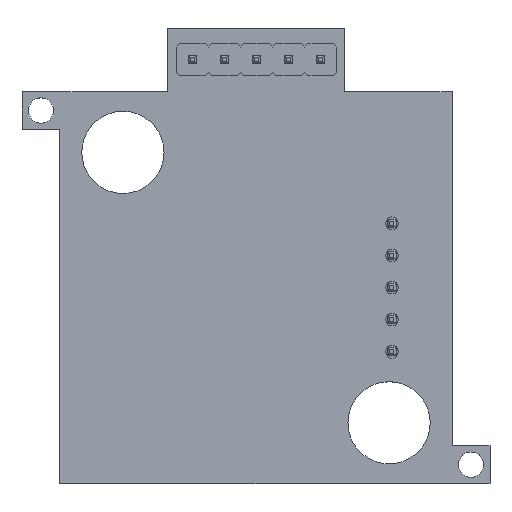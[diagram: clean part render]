
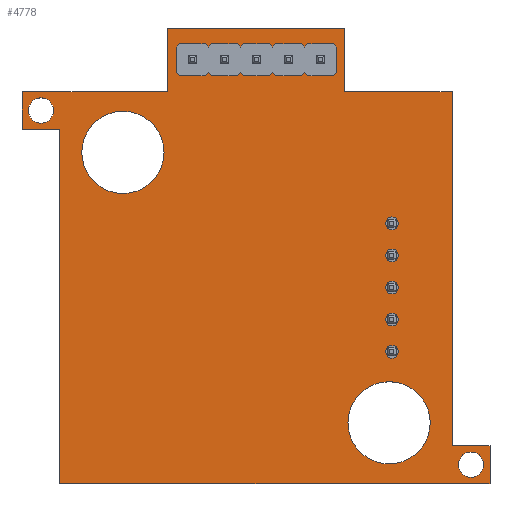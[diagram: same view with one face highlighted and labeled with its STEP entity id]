
A CAD part, top view. The second image highlights one B-rep face of the part: STEP entity #4778.
In plain terms, the highlighted planar face has unit normal (0, 0, 1).
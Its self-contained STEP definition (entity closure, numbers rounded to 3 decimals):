
#4432 = VERTEX_POINT('',#4433);
#4433 = CARTESIAN_POINT('',(230.,-74.75,1.6));
#4439 = EDGE_CURVE('',#4432,#4440,#4442,.T.);
#4440 = VERTEX_POINT('',#4441);
#4441 = CARTESIAN_POINT('',(238.5,-74.75,1.6));
#4442 = LINE('',#4443,#4444);
#4443 = CARTESIAN_POINT('',(230.,-74.75,1.6));
#4444 = VECTOR('',#4445,1.);
#4445 = DIRECTION('',(1.,0.,0.));
#4472 = VERTEX_POINT('',#4473);
#4473 = CARTESIAN_POINT('',(230.,-69.75,1.6));
#4479 = EDGE_CURVE('',#4472,#4432,#4480,.T.);
#4480 = LINE('',#4481,#4482);
#4481 = CARTESIAN_POINT('',(230.,-69.75,1.6));
#4482 = VECTOR('',#4483,1.);
#4483 = DIRECTION('',(0.,-1.,0.));
#4501 = EDGE_CURVE('',#4440,#4502,#4504,.T.);
#4502 = VERTEX_POINT('',#4503);
#4503 = CARTESIAN_POINT('',(238.5,-102.75,1.6));
#4504 = LINE('',#4505,#4506);
#4505 = CARTESIAN_POINT('',(238.5,-74.75,1.6));
#4506 = VECTOR('',#4507,1.);
#4507 = DIRECTION('',(0.,-1.,0.));
#4778 = ADVANCED_FACE('',(#4779,#4870,#4881,#4892,#4903,#4914,#4925,
    #4936,#4947,#4958,#4969,#4980,#4991,#5002,#5013),#5024,.T.);
#4779 = FACE_BOUND('',#4780,.T.);
#4780 = EDGE_LOOP('',(#4781,#4782,#4783,#4791,#4799,#4807,#4815,#4823,
    #4831,#4839,#4847,#4855,#4863,#4869));
#4781 = ORIENTED_EDGE('',*,*,#4439,.F.);
#4782 = ORIENTED_EDGE('',*,*,#4479,.F.);
#4783 = ORIENTED_EDGE('',*,*,#4784,.F.);
#4784 = EDGE_CURVE('',#4785,#4472,#4787,.T.);
#4785 = VERTEX_POINT('',#4786);
#4786 = CARTESIAN_POINT('',(216.,-69.75,1.6));
#4787 = LINE('',#4788,#4789);
#4788 = CARTESIAN_POINT('',(216.,-69.75,1.6));
#4789 = VECTOR('',#4790,1.);
#4790 = DIRECTION('',(1.,0.,0.));
#4791 = ORIENTED_EDGE('',*,*,#4792,.F.);
#4792 = EDGE_CURVE('',#4793,#4785,#4795,.T.);
#4793 = VERTEX_POINT('',#4794);
#4794 = CARTESIAN_POINT('',(216.,-74.75,1.6));
#4795 = LINE('',#4796,#4797);
#4796 = CARTESIAN_POINT('',(216.,-74.75,1.6));
#4797 = VECTOR('',#4798,1.);
#4798 = DIRECTION('',(0.,1.,0.));
#4799 = ORIENTED_EDGE('',*,*,#4800,.F.);
#4800 = EDGE_CURVE('',#4801,#4793,#4803,.T.);
#4801 = VERTEX_POINT('',#4802);
#4802 = CARTESIAN_POINT('',(207.5,-74.75,1.6));
#4803 = LINE('',#4804,#4805);
#4804 = CARTESIAN_POINT('',(207.5,-74.75,1.6));
#4805 = VECTOR('',#4806,1.);
#4806 = DIRECTION('',(1.,0.,0.));
#4807 = ORIENTED_EDGE('',*,*,#4808,.F.);
#4808 = EDGE_CURVE('',#4809,#4801,#4811,.T.);
#4809 = VERTEX_POINT('',#4810);
#4810 = CARTESIAN_POINT('',(204.5,-74.75,1.6));
#4811 = LINE('',#4812,#4813);
#4812 = CARTESIAN_POINT('',(204.5,-74.75,1.6));
#4813 = VECTOR('',#4814,1.);
#4814 = DIRECTION('',(1.,0.,0.));
#4815 = ORIENTED_EDGE('',*,*,#4816,.F.);
#4816 = EDGE_CURVE('',#4817,#4809,#4819,.T.);
#4817 = VERTEX_POINT('',#4818);
#4818 = CARTESIAN_POINT('',(204.5,-77.75,1.6));
#4819 = LINE('',#4820,#4821);
#4820 = CARTESIAN_POINT('',(204.5,-77.75,1.6));
#4821 = VECTOR('',#4822,1.);
#4822 = DIRECTION('',(0.,1.,0.));
#4823 = ORIENTED_EDGE('',*,*,#4824,.F.);
#4824 = EDGE_CURVE('',#4825,#4817,#4827,.T.);
#4825 = VERTEX_POINT('',#4826);
#4826 = CARTESIAN_POINT('',(207.5,-77.75,1.6));
#4827 = LINE('',#4828,#4829);
#4828 = CARTESIAN_POINT('',(207.5,-77.75,1.6));
#4829 = VECTOR('',#4830,1.);
#4830 = DIRECTION('',(-1.,0.,0.));
#4831 = ORIENTED_EDGE('',*,*,#4832,.F.);
#4832 = EDGE_CURVE('',#4833,#4825,#4835,.T.);
#4833 = VERTEX_POINT('',#4834);
#4834 = CARTESIAN_POINT('',(207.5,-105.75,1.6));
#4835 = LINE('',#4836,#4837);
#4836 = CARTESIAN_POINT('',(207.5,-105.75,1.6));
#4837 = VECTOR('',#4838,1.);
#4838 = DIRECTION('',(0.,1.,0.));
#4839 = ORIENTED_EDGE('',*,*,#4840,.F.);
#4840 = EDGE_CURVE('',#4841,#4833,#4843,.T.);
#4841 = VERTEX_POINT('',#4842);
#4842 = CARTESIAN_POINT('',(238.5,-105.75,1.6));
#4843 = LINE('',#4844,#4845);
#4844 = CARTESIAN_POINT('',(238.5,-105.75,1.6));
#4845 = VECTOR('',#4846,1.);
#4846 = DIRECTION('',(-1.,0.,0.));
#4847 = ORIENTED_EDGE('',*,*,#4848,.F.);
#4848 = EDGE_CURVE('',#4849,#4841,#4851,.T.);
#4849 = VERTEX_POINT('',#4850);
#4850 = CARTESIAN_POINT('',(241.5,-105.75,1.6));
#4851 = LINE('',#4852,#4853);
#4852 = CARTESIAN_POINT('',(241.5,-105.75,1.6));
#4853 = VECTOR('',#4854,1.);
#4854 = DIRECTION('',(-1.,0.,0.));
#4855 = ORIENTED_EDGE('',*,*,#4856,.F.);
#4856 = EDGE_CURVE('',#4857,#4849,#4859,.T.);
#4857 = VERTEX_POINT('',#4858);
#4858 = CARTESIAN_POINT('',(241.5,-102.75,1.6));
#4859 = LINE('',#4860,#4861);
#4860 = CARTESIAN_POINT('',(241.5,-102.75,1.6));
#4861 = VECTOR('',#4862,1.);
#4862 = DIRECTION('',(0.,-1.,0.));
#4863 = ORIENTED_EDGE('',*,*,#4864,.F.);
#4864 = EDGE_CURVE('',#4502,#4857,#4865,.T.);
#4865 = LINE('',#4866,#4867);
#4866 = CARTESIAN_POINT('',(238.5,-102.75,1.6));
#4867 = VECTOR('',#4868,1.);
#4868 = DIRECTION('',(1.,0.,0.));
#4869 = ORIENTED_EDGE('',*,*,#4501,.F.);
#4870 = FACE_BOUND('',#4871,.T.);
#4871 = EDGE_LOOP('',(#4872));
#4872 = ORIENTED_EDGE('',*,*,#4873,.F.);
#4873 = EDGE_CURVE('',#4874,#4874,#4876,.T.);
#4874 = VERTEX_POINT('',#4875);
#4875 = CARTESIAN_POINT('',(241.,-104.25,1.6));
#4876 = CIRCLE('',#4877,1.);
#4877 = AXIS2_PLACEMENT_3D('',#4878,#4879,#4880);
#4878 = CARTESIAN_POINT('',(240.,-104.25,1.6));
#4879 = DIRECTION('',(0.,0.,1.));
#4880 = DIRECTION('',(1.,0.,-0.));
#4881 = FACE_BOUND('',#4882,.T.);
#4882 = EDGE_LOOP('',(#4883));
#4883 = ORIENTED_EDGE('',*,*,#4884,.F.);
#4884 = EDGE_CURVE('',#4885,#4885,#4887,.T.);
#4885 = VERTEX_POINT('',#4886);
#4886 = CARTESIAN_POINT('',(236.772,-100.94,1.6));
#4887 = CIRCLE('',#4888,3.25);
#4888 = AXIS2_PLACEMENT_3D('',#4889,#4890,#4891);
#4889 = CARTESIAN_POINT('',(233.522,-100.94,1.6));
#4890 = DIRECTION('',(0.,0.,1.));
#4891 = DIRECTION('',(1.,0.,-0.));
#4892 = FACE_BOUND('',#4893,.T.);
#4893 = EDGE_LOOP('',(#4894));
#4894 = ORIENTED_EDGE('',*,*,#4895,.T.);
#4895 = EDGE_CURVE('',#4896,#4896,#4898,.T.);
#4896 = VERTEX_POINT('',#4897);
#4897 = CARTESIAN_POINT('',(233.75,-95.825,1.6));
#4898 = CIRCLE('',#4899,0.5);
#4899 = AXIS2_PLACEMENT_3D('',#4900,#4901,#4902);
#4900 = CARTESIAN_POINT('',(233.75,-95.325,1.6));
#4901 = DIRECTION('',(-0.,0.,-1.));
#4902 = DIRECTION('',(-0.,-1.,0.));
#4903 = FACE_BOUND('',#4904,.T.);
#4904 = EDGE_LOOP('',(#4905));
#4905 = ORIENTED_EDGE('',*,*,#4906,.T.);
#4906 = EDGE_CURVE('',#4907,#4907,#4909,.T.);
#4907 = VERTEX_POINT('',#4908);
#4908 = CARTESIAN_POINT('',(233.75,-93.285,1.6));
#4909 = CIRCLE('',#4910,0.5);
#4910 = AXIS2_PLACEMENT_3D('',#4911,#4912,#4913);
#4911 = CARTESIAN_POINT('',(233.75,-92.785,1.6));
#4912 = DIRECTION('',(-0.,0.,-1.));
#4913 = DIRECTION('',(-0.,-1.,0.));
#4914 = FACE_BOUND('',#4915,.T.);
#4915 = EDGE_LOOP('',(#4916));
#4916 = ORIENTED_EDGE('',*,*,#4917,.T.);
#4917 = EDGE_CURVE('',#4918,#4918,#4920,.T.);
#4918 = VERTEX_POINT('',#4919);
#4919 = CARTESIAN_POINT('',(233.75,-90.745,1.6));
#4920 = CIRCLE('',#4921,0.5);
#4921 = AXIS2_PLACEMENT_3D('',#4922,#4923,#4924);
#4922 = CARTESIAN_POINT('',(233.75,-90.245,1.6));
#4923 = DIRECTION('',(-0.,0.,-1.));
#4924 = DIRECTION('',(-0.,-1.,0.));
#4925 = FACE_BOUND('',#4926,.T.);
#4926 = EDGE_LOOP('',(#4927));
#4927 = ORIENTED_EDGE('',*,*,#4928,.F.);
#4928 = EDGE_CURVE('',#4929,#4929,#4931,.T.);
#4929 = VERTEX_POINT('',#4930);
#4930 = CARTESIAN_POINT('',(207.,-76.25,1.6));
#4931 = CIRCLE('',#4932,1.);
#4932 = AXIS2_PLACEMENT_3D('',#4933,#4934,#4935);
#4933 = CARTESIAN_POINT('',(206.,-76.25,1.6));
#4934 = DIRECTION('',(0.,0.,1.));
#4935 = DIRECTION('',(1.,0.,-0.));
#4936 = FACE_BOUND('',#4937,.T.);
#4937 = EDGE_LOOP('',(#4938));
#4938 = ORIENTED_EDGE('',*,*,#4939,.F.);
#4939 = EDGE_CURVE('',#4940,#4940,#4942,.T.);
#4940 = VERTEX_POINT('',#4941);
#4941 = CARTESIAN_POINT('',(215.728,-79.56,1.6));
#4942 = CIRCLE('',#4943,3.25);
#4943 = AXIS2_PLACEMENT_3D('',#4944,#4945,#4946);
#4944 = CARTESIAN_POINT('',(212.478,-79.56,1.6));
#4945 = DIRECTION('',(0.,0.,1.));
#4946 = DIRECTION('',(1.,0.,-0.));
#4947 = FACE_BOUND('',#4948,.T.);
#4948 = EDGE_LOOP('',(#4949));
#4949 = ORIENTED_EDGE('',*,*,#4950,.T.);
#4950 = EDGE_CURVE('',#4951,#4951,#4953,.T.);
#4951 = VERTEX_POINT('',#4952);
#4952 = CARTESIAN_POINT('',(217.96,-72.75,1.6));
#4953 = CIRCLE('',#4954,0.5);
#4954 = AXIS2_PLACEMENT_3D('',#4955,#4956,#4957);
#4955 = CARTESIAN_POINT('',(217.96,-72.25,1.6));
#4956 = DIRECTION('',(-0.,0.,-1.));
#4957 = DIRECTION('',(-0.,-1.,0.));
#4958 = FACE_BOUND('',#4959,.T.);
#4959 = EDGE_LOOP('',(#4960));
#4960 = ORIENTED_EDGE('',*,*,#4961,.T.);
#4961 = EDGE_CURVE('',#4962,#4962,#4964,.T.);
#4962 = VERTEX_POINT('',#4963);
#4963 = CARTESIAN_POINT('',(220.5,-72.75,1.6));
#4964 = CIRCLE('',#4965,0.5);
#4965 = AXIS2_PLACEMENT_3D('',#4966,#4967,#4968);
#4966 = CARTESIAN_POINT('',(220.5,-72.25,1.6));
#4967 = DIRECTION('',(-0.,0.,-1.));
#4968 = DIRECTION('',(-0.,-1.,0.));
#4969 = FACE_BOUND('',#4970,.T.);
#4970 = EDGE_LOOP('',(#4971));
#4971 = ORIENTED_EDGE('',*,*,#4972,.T.);
#4972 = EDGE_CURVE('',#4973,#4973,#4975,.T.);
#4973 = VERTEX_POINT('',#4974);
#4974 = CARTESIAN_POINT('',(233.75,-88.205,1.6));
#4975 = CIRCLE('',#4976,0.5);
#4976 = AXIS2_PLACEMENT_3D('',#4977,#4978,#4979);
#4977 = CARTESIAN_POINT('',(233.75,-87.705,1.6));
#4978 = DIRECTION('',(-0.,0.,-1.));
#4979 = DIRECTION('',(-0.,-1.,0.));
#4980 = FACE_BOUND('',#4981,.T.);
#4981 = EDGE_LOOP('',(#4982));
#4982 = ORIENTED_EDGE('',*,*,#4983,.T.);
#4983 = EDGE_CURVE('',#4984,#4984,#4986,.T.);
#4984 = VERTEX_POINT('',#4985);
#4985 = CARTESIAN_POINT('',(233.75,-85.665,1.6));
#4986 = CIRCLE('',#4987,0.5);
#4987 = AXIS2_PLACEMENT_3D('',#4988,#4989,#4990);
#4988 = CARTESIAN_POINT('',(233.75,-85.165,1.6));
#4989 = DIRECTION('',(-0.,0.,-1.));
#4990 = DIRECTION('',(-0.,-1.,0.));
#4991 = FACE_BOUND('',#4992,.T.);
#4992 = EDGE_LOOP('',(#4993));
#4993 = ORIENTED_EDGE('',*,*,#4994,.T.);
#4994 = EDGE_CURVE('',#4995,#4995,#4997,.T.);
#4995 = VERTEX_POINT('',#4996);
#4996 = CARTESIAN_POINT('',(223.04,-72.75,1.6));
#4997 = CIRCLE('',#4998,0.5);
#4998 = AXIS2_PLACEMENT_3D('',#4999,#5000,#5001);
#4999 = CARTESIAN_POINT('',(223.04,-72.25,1.6));
#5000 = DIRECTION('',(-0.,0.,-1.));
#5001 = DIRECTION('',(-0.,-1.,0.));
#5002 = FACE_BOUND('',#5003,.T.);
#5003 = EDGE_LOOP('',(#5004));
#5004 = ORIENTED_EDGE('',*,*,#5005,.T.);
#5005 = EDGE_CURVE('',#5006,#5006,#5008,.T.);
#5006 = VERTEX_POINT('',#5007);
#5007 = CARTESIAN_POINT('',(225.58,-72.75,1.6));
#5008 = CIRCLE('',#5009,0.5);
#5009 = AXIS2_PLACEMENT_3D('',#5010,#5011,#5012);
#5010 = CARTESIAN_POINT('',(225.58,-72.25,1.6));
#5011 = DIRECTION('',(-0.,0.,-1.));
#5012 = DIRECTION('',(-0.,-1.,0.));
#5013 = FACE_BOUND('',#5014,.T.);
#5014 = EDGE_LOOP('',(#5015));
#5015 = ORIENTED_EDGE('',*,*,#5016,.T.);
#5016 = EDGE_CURVE('',#5017,#5017,#5019,.T.);
#5017 = VERTEX_POINT('',#5018);
#5018 = CARTESIAN_POINT('',(228.12,-72.75,1.6));
#5019 = CIRCLE('',#5020,0.5);
#5020 = AXIS2_PLACEMENT_3D('',#5021,#5022,#5023);
#5021 = CARTESIAN_POINT('',(228.12,-72.25,1.6));
#5022 = DIRECTION('',(-0.,0.,-1.));
#5023 = DIRECTION('',(-0.,-1.,0.));
#5024 = PLANE('',#5025);
#5025 = AXIS2_PLACEMENT_3D('',#5026,#5027,#5028);
#5026 = CARTESIAN_POINT('',(0.,0.,1.6));
#5027 = DIRECTION('',(0.,0.,1.));
#5028 = DIRECTION('',(1.,0.,-0.));
